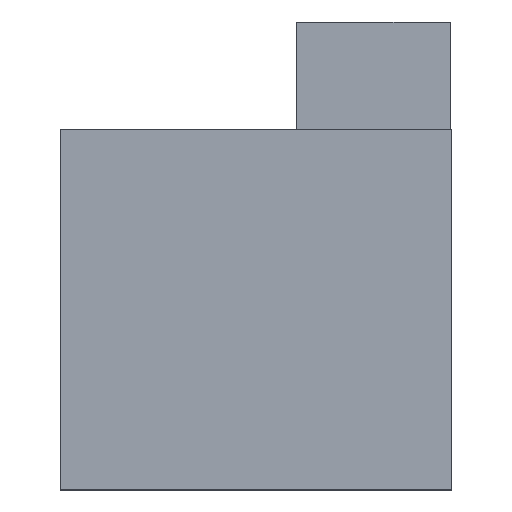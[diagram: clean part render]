
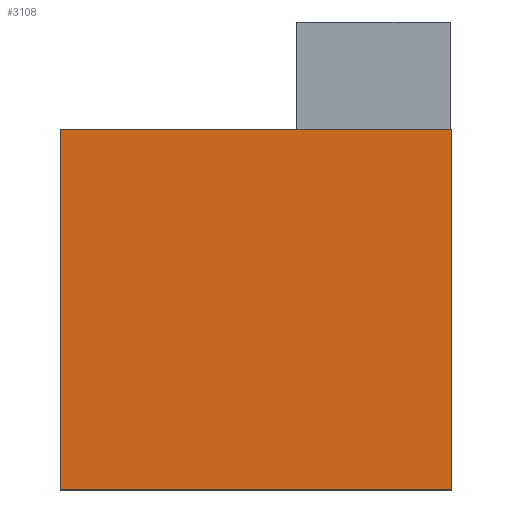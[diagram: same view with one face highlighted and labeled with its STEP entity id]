
A CAD part, top view. The second image highlights one B-rep face of the part: STEP entity #3108.
In plain terms, the highlighted planar face has unit normal (0, 0, 1).
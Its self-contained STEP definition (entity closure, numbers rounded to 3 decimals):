
#186=LINE('',#5289,#424);
#188=LINE('',#5293,#426);
#189=LINE('',#5295,#427);
#190=LINE('',#5297,#428);
#424=VECTOR('',#4268,1000.);
#426=VECTOR('',#4272,1000.);
#427=VECTOR('',#4273,1000.);
#428=VECTOR('',#4274,1000.);
#687=ORIENTED_EDGE('',*,*,#1512,.T.);
#688=ORIENTED_EDGE('',*,*,#1513,.F.);
#689=ORIENTED_EDGE('',*,*,#1514,.F.);
#690=ORIENTED_EDGE('',*,*,#1510,.T.);
#1510=EDGE_CURVE('',#1923,#1922,#186,.T.);
#1512=EDGE_CURVE('',#1922,#1924,#188,.T.);
#1513=EDGE_CURVE('',#1925,#1924,#189,.T.);
#1514=EDGE_CURVE('',#1923,#1925,#190,.T.);
#1922=VERTEX_POINT('',#5288);
#1923=VERTEX_POINT('',#5290);
#1924=VERTEX_POINT('',#5294);
#1925=VERTEX_POINT('',#5296);
#2357=EDGE_LOOP('',(#687,#688,#689,#690));
#2671=FACE_BOUND('',#2357,.T.);
#2985=PLANE('',#3840);
#3108=ADVANCED_FACE('',(#2671),#2985,.F.);
#3840=AXIS2_PLACEMENT_3D('',#5292,#4270,#4271);
#4268=DIRECTION('',(0.,-1.,0.));
#4270=DIRECTION('',(0.,0.,-1.));
#4271=DIRECTION('',(-1.,0.,0.));
#4272=DIRECTION('',(1.,0.,0.));
#4273=DIRECTION('',(0.,-1.,0.));
#4274=DIRECTION('',(1.,0.,0.));
#5288=CARTESIAN_POINT('',(-20.,0.,0.));
#5289=CARTESIAN_POINT('',(-20.,23.,0.));
#5290=CARTESIAN_POINT('',(-20.,23.,0.));
#5292=CARTESIAN_POINT('',(-20.,23.,0.));
#5293=CARTESIAN_POINT('',(-20.,0.,0.));
#5294=CARTESIAN_POINT('',(5.,0.,0.));
#5295=CARTESIAN_POINT('',(5.,23.,0.));
#5296=CARTESIAN_POINT('',(5.,23.,0.));
#5297=CARTESIAN_POINT('',(-20.,23.,0.));
